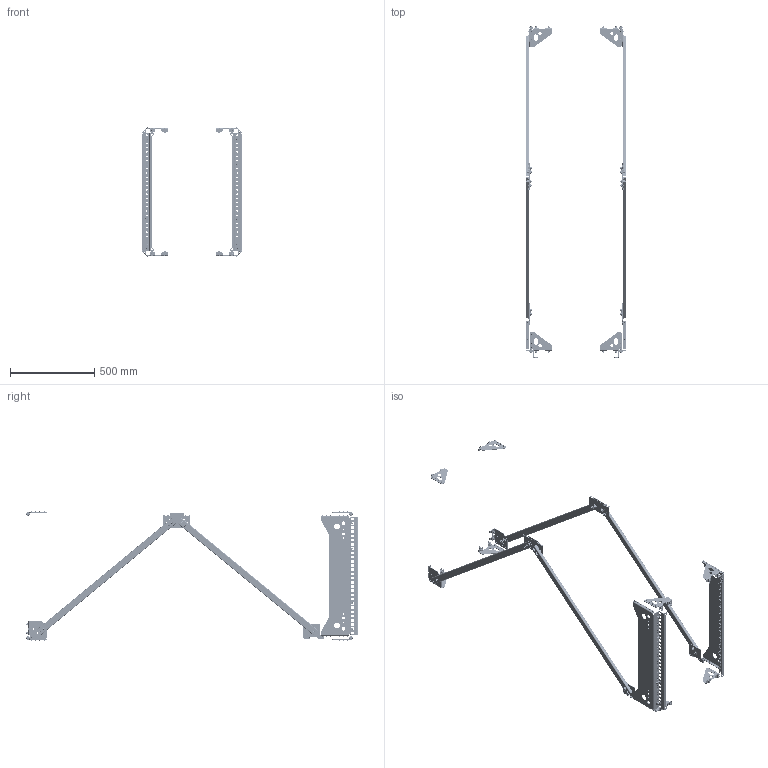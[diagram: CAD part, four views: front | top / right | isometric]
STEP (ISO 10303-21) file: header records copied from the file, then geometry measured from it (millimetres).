
FILE_DESCRIPTION (( 'STEP AP203' ), '1' );
FILE_NAME ('UR65200011003 Êîìïëåêò óñèëèòåëåé äëÿ ñåéñìîîïàñíûõ çîí RS52 200.80 äëÿ øêàôîâ áåç ÌÏ (000.801.652).STEP', '2022-04-26T05:46:58', ( '' ), ( '' ), 'SwSTEP 2.0', 'SolidWorks 2017', '' );
FILE_SCHEMA (( 'CONFIG_CONTROL_DESIGN' ));
Length unit declared in the file: millimetre
Products named in the file (17): Âèíò DIN 7500 C TORX_Œ5å12; 嵑殧趌11371_8; Âèíò DIN 7984 TORX_Œ8å20; 嵑殧趌6402_8; Âñòàâíàÿ ãàéêà Ì8 äëÿ øêàôîâ USOLA_Œ8 4163.000; 069-29 Ðàñòÿæêà áîêîâàÿ 40õ20õ2; 鎔艜 DIN 912_M10x20; 029-441 Óñèëèòåëü 00.80; 029-364 Êðîíøòåéí ðàñòÿæêè; 026-821 Óãîëîê óñèëèâàþùèé; Ãàéêà DIN 6923_Œ10; UR65200011003 Êîìïëåêò óñèëèòåëåé äëÿ ñåéñìîîïàñíûõ çîí RS52 200.80 äëÿ øêàôîâ áåç ÌÏ (000.801.652); 029-366 Êðîíøòåéí ðàñòÿæêè íèæíèé_‡¥àª «ì­® ®âà §¨âìDefault; 029-368 Êðîíøòåéí ðàñòÿæêè âåðõíèé; 026-821 鱼铍铌 篑桦桠帼開01; 029-368 Êðîíøòåéí ðàñòÿæêè âåðõíèé_‡¥àª «ì­® ®âà §¨âìDefault; 029-366 Êðîíøòåéí ðàñòÿæêè íèæíèé
Assembly tree (242 placements, depth 2):
  UR65200011003 Êîìïëåêò óñèëèòåëåé äëÿ ñåéñìîîïàñíûõ çîí RS52 200.80 äëÿ øêàôîâ áåç ÌÏ (000.801.652)
    029-441 Óñèëèòåëü 00.80  x2
    Âèíò DIN 7500 C TORX_Œ5å12  x78
    嵑殧趌11371_8  x28
    Âèíò DIN 7984 TORX_Œ8å20  x28
    Âñòàâíàÿ ãàéêà Ì8 äëÿ øêàôîâ USOLA_Œ8 4163.000  x28
    嵑殧趌6402_8  x28
    026-821 Óãîëîê óñèëèâàþùèé  x4
    029-366 Êðîíøòåéí ðàñòÿæêè íèæíèé
    029-364 Êðîíøòåéí ðàñòÿæêè  x2
    029-368 Êðîíøòåéí ðàñòÿæêè âåðõíèé
    069-29 Ðàñòÿæêà áîêîâàÿ 40õ20õ2  x4
    鎔艜 DIN 912_M10x20  x16
    Ãàéêà DIN 6923_Œ10  x16
    026-821 鱼铍铌 篑桦桠帼開01  x4
    029-366 Êðîíøòåéí ðàñòÿæêè íèæíèé_‡¥àª «ì­® ®âà §¨âìDefault
    029-368 Êðîíøòåéí ðàñòÿæêè âåðõíèé_‡¥àª «ì­® ®âà §¨âìDefault
Bounding box: 597 x 1968.1 x 776 mm (x, y, z)
Volume: 2426716.5 mm3; surface area: 2028411.6 mm2
Topology: 242 solids, 242 shells, 8818 faces, 23056 edges, 14792 vertices
Faces by surface type: plane 4164, cylinder 3576, cone 560, sphere 212, torus 208, bspline 98
Entity records: 46399 total; most frequent: CARTESIAN_POINT 7057, DIRECTION 6977, ORIENTED_EDGE 6296, EDGE_CURVE 3148, AXIS2_PLACEMENT_3D 2509, VERTEX_POINT 1973, VECTOR 1959, LINE 1959
